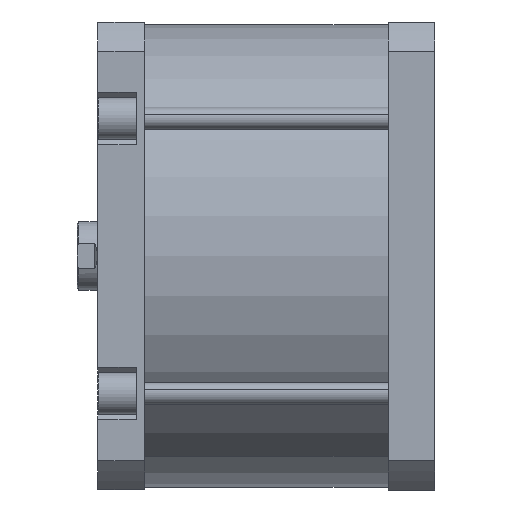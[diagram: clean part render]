
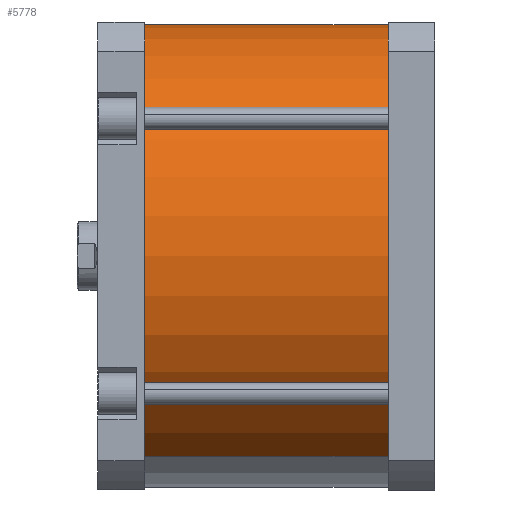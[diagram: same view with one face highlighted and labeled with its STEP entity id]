
A CAD part, front view. The second image highlights one B-rep face of the part: STEP entity #5778.
In plain terms, the highlighted cylindrical face has radius 168 mm (diameter 336 mm), a partial arc.
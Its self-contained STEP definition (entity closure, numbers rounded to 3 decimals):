
#686 = VECTOR ( 'NONE', #1604, 1000. ) ;
#688 = VECTOR ( 'NONE', #1609, 1000. ) ;
#691 = LINE ( 'NONE', #1591, #686 ) ;
#693 = LINE ( 'NONE', #1585, #688 ) ;
#697 = CIRCLE ( 'NONE', #2641, 168. ) ;
#700 = CIRCLE ( 'NONE', #2643, 168. ) ;
#1585 = CARTESIAN_POINT ( 'NONE',  ( -168., 0., 177. ) ) ;
#1591 = CARTESIAN_POINT ( 'NONE',  ( 168., 0., 177. ) ) ;
#1604 = DIRECTION ( 'NONE',  ( 0., 0., -1. ) ) ;
#1609 = DIRECTION ( 'NONE',  ( 0., 0., -1. ) ) ;
#1616 = CARTESIAN_POINT ( 'NONE',  ( 0., 0., 177. ) ) ;
#1617 = CARTESIAN_POINT ( 'NONE',  ( 0., 0., 0. ) ) ;
#1618 = DIRECTION ( 'NONE',  ( 0., 0., 1. ) ) ;
#1619 = DIRECTION ( 'NONE',  ( 1., 0., 0. ) ) ;
#1624 = DIRECTION ( 'NONE',  ( 0., 0., 1. ) ) ;
#1625 = DIRECTION ( 'NONE',  ( 1., 0., 0. ) ) ;
#2007 = CARTESIAN_POINT ( 'NONE',  ( 168., 0., 177. ) ) ;
#2008 = CARTESIAN_POINT ( 'NONE',  ( -168., 0., 177. ) ) ;
#2009 = CARTESIAN_POINT ( 'NONE',  ( 168., 0., 0. ) ) ;
#2010 = CARTESIAN_POINT ( 'NONE',  ( -168., 0., 0. ) ) ;
#2641 = AXIS2_PLACEMENT_3D ( 'NONE', #1616, #1618, #1619 ) ;
#2643 = AXIS2_PLACEMENT_3D ( 'NONE', #1617, #1624, #1625 ) ;
#2905 = AXIS2_PLACEMENT_3D ( 'NONE', #6591, #6568, #6571 ) ;
#3380 = EDGE_LOOP ( 'NONE', ( #3484, #3485, #3486, #3487 ) ) ;
#3484 = ORIENTED_EDGE ( 'NONE', *, *, #4366, .F. ) ;
#3485 = ORIENTED_EDGE ( 'NONE', *, *, #4371, .F. ) ;
#3486 = ORIENTED_EDGE ( 'NONE', *, *, #4368, .T. ) ;
#3487 = ORIENTED_EDGE ( 'NONE', *, *, #4373, .T. ) ;
#4366 = EDGE_CURVE ( 'NONE', #4705, #4707, #691, .T. ) ;
#4368 = EDGE_CURVE ( 'NONE', #4706, #4708, #693, .T. ) ;
#4371 = EDGE_CURVE ( 'NONE', #4706, #4705, #697, .T. ) ;
#4373 = EDGE_CURVE ( 'NONE', #4708, #4707, #700, .T. ) ;
#4705 = VERTEX_POINT ( 'NONE', #2007 ) ;
#4706 = VERTEX_POINT ( 'NONE', #2008 ) ;
#4707 = VERTEX_POINT ( 'NONE', #2009 ) ;
#4708 = VERTEX_POINT ( 'NONE', #2010 ) ;
#5778 = ADVANCED_FACE ( 'NONE', ( #7392 ), #7397, .T. ) ;
#6568 = DIRECTION ( 'NONE',  ( 0., 0., -1. ) ) ;
#6571 = DIRECTION ( 'NONE',  ( -1., 0., 0. ) ) ;
#6591 = CARTESIAN_POINT ( 'NONE',  ( 0., 0., 177. ) ) ;
#7392 = FACE_OUTER_BOUND ( 'NONE', #3380, .T. ) ;
#7397 = CYLINDRICAL_SURFACE ( 'NONE', #2905, 168. ) ;
